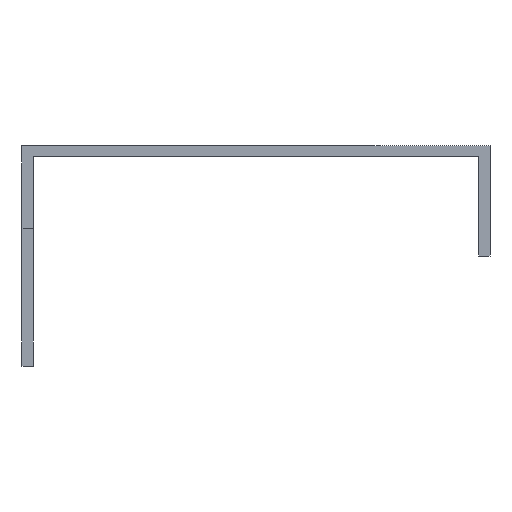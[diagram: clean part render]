
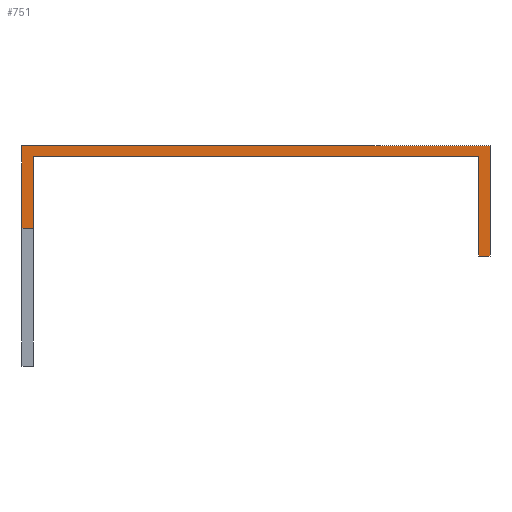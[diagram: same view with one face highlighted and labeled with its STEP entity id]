
A CAD part, front view. The second image highlights one B-rep face of the part: STEP entity #751.
In plain terms, the highlighted planar face has unit normal (0, -1, 0).
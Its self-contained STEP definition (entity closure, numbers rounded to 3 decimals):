
#45=PLANE('',#831);
#79=FACE_OUTER_BOUND('',#116,.T.);
#116=EDGE_LOOP('',(#600,#601,#602,#603,#604,#605,#606,#607));
#193=LINE('',#1198,#272);
#199=LINE('',#1210,#278);
#200=LINE('',#1212,#279);
#201=LINE('',#1214,#280);
#202=LINE('',#1216,#281);
#203=LINE('',#1218,#282);
#204=LINE('',#1220,#283);
#205=LINE('',#1221,#284);
#272=VECTOR('',#986,10.);
#278=VECTOR('',#996,10.);
#279=VECTOR('',#997,10.);
#280=VECTOR('',#998,10.);
#281=VECTOR('',#999,10.);
#282=VECTOR('',#1000,10.);
#283=VECTOR('',#1001,10.);
#284=VECTOR('',#1002,10.);
#375=VERTEX_POINT('',#1194);
#377=VERTEX_POINT('',#1197);
#381=VERTEX_POINT('',#1209);
#382=VERTEX_POINT('',#1211);
#383=VERTEX_POINT('',#1213);
#384=VERTEX_POINT('',#1215);
#385=VERTEX_POINT('',#1217);
#386=VERTEX_POINT('',#1219);
#467=EDGE_CURVE('',#377,#375,#193,.T.);
#473=EDGE_CURVE('',#375,#381,#199,.T.);
#474=EDGE_CURVE('',#381,#382,#200,.T.);
#475=EDGE_CURVE('',#382,#383,#201,.T.);
#476=EDGE_CURVE('',#384,#383,#202,.T.);
#477=EDGE_CURVE('',#384,#385,#203,.T.);
#478=EDGE_CURVE('',#385,#386,#204,.T.);
#479=EDGE_CURVE('',#386,#377,#205,.T.);
#600=ORIENTED_EDGE('',*,*,#467,.T.);
#601=ORIENTED_EDGE('',*,*,#473,.T.);
#602=ORIENTED_EDGE('',*,*,#474,.T.);
#603=ORIENTED_EDGE('',*,*,#475,.T.);
#604=ORIENTED_EDGE('',*,*,#476,.F.);
#605=ORIENTED_EDGE('',*,*,#477,.T.);
#606=ORIENTED_EDGE('',*,*,#478,.T.);
#607=ORIENTED_EDGE('',*,*,#479,.T.);
#751=ADVANCED_FACE('',(#79),#45,.T.);
#831=AXIS2_PLACEMENT_3D('',#1208,#994,#995);
#986=DIRECTION('',(1.,0.,0.));
#994=DIRECTION('center_axis',(0.,-1.,0.));
#995=DIRECTION('ref_axis',(0.,0.,-1.));
#996=DIRECTION('',(0.,0.,1.));
#997=DIRECTION('',(1.,0.,0.));
#998=DIRECTION('',(0.,0.,-1.));
#999=DIRECTION('',(-1.,0.,0.));
#1000=DIRECTION('',(0.,0.,1.));
#1001=DIRECTION('',(-1.,0.,0.));
#1002=DIRECTION('',(0.,0.,-1.));
#1194=CARTESIAN_POINT('',(-40.5,-933.45,-13.));
#1197=CARTESIAN_POINT('',(-42.5,-933.45,-13.));
#1198=CARTESIAN_POINT('',(0.,-933.45,-13.));
#1208=CARTESIAN_POINT('Origin',(42.5,-933.45,0.));
#1209=CARTESIAN_POINT('',(-40.5,-933.45,0.));
#1210=CARTESIAN_POINT('',(-40.5,-933.45,2.));
#1211=CARTESIAN_POINT('',(40.5,-933.45,0.));
#1212=CARTESIAN_POINT('',(-42.5,-933.45,0.));
#1213=CARTESIAN_POINT('',(40.5,-933.45,-18.));
#1214=CARTESIAN_POINT('',(40.5,-933.45,-18.));
#1215=CARTESIAN_POINT('',(42.5,-933.45,-18.));
#1216=CARTESIAN_POINT('',(42.5,-933.45,-18.));
#1217=CARTESIAN_POINT('',(42.5,-933.45,2.));
#1218=CARTESIAN_POINT('',(42.5,-933.45,-18.));
#1219=CARTESIAN_POINT('',(-42.5,-933.45,2.));
#1220=CARTESIAN_POINT('',(-42.5,-933.45,2.));
#1221=CARTESIAN_POINT('',(-42.5,-933.45,2.));
